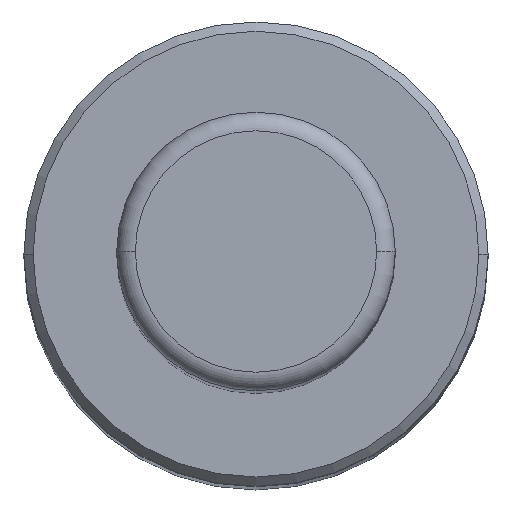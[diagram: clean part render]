
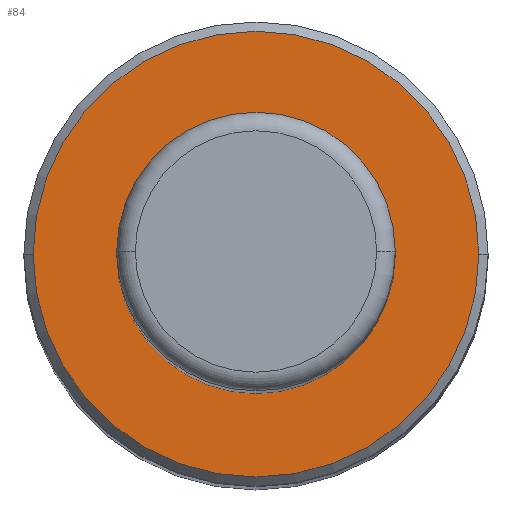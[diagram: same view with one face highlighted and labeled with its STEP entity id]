
A CAD part, top view. The second image highlights one B-rep face of the part: STEP entity #84.
In plain terms, the highlighted planar face has unit normal (0, 0, 1).
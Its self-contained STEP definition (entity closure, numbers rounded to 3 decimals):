
#6 = CIRCLE ( 'NONE', #168, 12. ) ;
#14 = CARTESIAN_POINT ( 'NONE',  ( 0., 0., 114. ) ) ;
#16 = DIRECTION ( 'NONE',  ( 0., 0., 1. ) ) ;
#30 = DIRECTION ( 'NONE',  ( 1., 0., 0. ) ) ;
#48 = DIRECTION ( 'NONE',  ( 1., 0., 0. ) ) ;
#84 = ADVANCED_FACE ( 'NONE', ( #1071, #165 ), #361, .T. ) ;
#165 = FACE_BOUND ( 'NONE', #847, .T. ) ;
#168 = AXIS2_PLACEMENT_3D ( 'NONE', #815, #897, #48 ) ;
#183 = ORIENTED_EDGE ( 'NONE', *, *, #863, .T. ) ;
#281 = EDGE_LOOP ( 'NONE', ( #928, #183 ) ) ;
#329 = VERTEX_POINT ( 'NONE', #874 ) ;
#335 = VERTEX_POINT ( 'NONE', #731 ) ;
#361 = PLANE ( 'NONE',  #986 ) ;
#415 = AXIS2_PLACEMENT_3D ( 'NONE', #875, #446, #30 ) ;
#419 = EDGE_CURVE ( 'NONE', #335, #488, #543, .T. ) ;
#446 = DIRECTION ( 'NONE',  ( 0., 0., 1. ) ) ;
#455 = CARTESIAN_POINT ( 'NONE',  ( -7.5, 0., 114. ) ) ;
#457 = DIRECTION ( 'NONE',  ( 0., 0., -1. ) ) ;
#488 = VERTEX_POINT ( 'NONE', #455 ) ;
#543 = CIRCLE ( 'NONE', #1103, 7.5 ) ;
#604 = DIRECTION ( 'NONE',  ( 1., 0., 0. ) ) ;
#630 = DIRECTION ( 'NONE',  ( -1., 0., 0. ) ) ;
#645 = AXIS2_PLACEMENT_3D ( 'NONE', #866, #457, #630 ) ;
#654 = ORIENTED_EDGE ( 'NONE', *, *, #777, .T. ) ;
#688 = DIRECTION ( 'NONE',  ( 0., 0., -1. ) ) ;
#731 = CARTESIAN_POINT ( 'NONE',  ( 7.5, 0., 114. ) ) ;
#733 = VERTEX_POINT ( 'NONE', #920 ) ;
#777 = EDGE_CURVE ( 'NONE', #488, #335, #849, .T. ) ;
#804 = EDGE_CURVE ( 'NONE', #329, #733, #1095, .T. ) ;
#815 = CARTESIAN_POINT ( 'NONE',  ( 0., 0., 114. ) ) ;
#847 = EDGE_LOOP ( 'NONE', ( #654, #1099 ) ) ;
#849 = CIRCLE ( 'NONE', #645, 7.5 ) ;
#863 = EDGE_CURVE ( 'NONE', #733, #329, #6, .T. ) ;
#866 = CARTESIAN_POINT ( 'NONE',  ( 0., 0., 114. ) ) ;
#874 = CARTESIAN_POINT ( 'NONE',  ( -12., 0., 114. ) ) ;
#875 = CARTESIAN_POINT ( 'NONE',  ( 0., 0., 114. ) ) ;
#897 = DIRECTION ( 'NONE',  ( 0., 0., 1. ) ) ;
#920 = CARTESIAN_POINT ( 'NONE',  ( 12., 0., 114. ) ) ;
#928 = ORIENTED_EDGE ( 'NONE', *, *, #804, .T. ) ;
#934 = DIRECTION ( 'NONE',  ( -1., 0., 0. ) ) ;
#939 = CARTESIAN_POINT ( 'NONE',  ( -7.5, 0., 114. ) ) ;
#986 = AXIS2_PLACEMENT_3D ( 'NONE', #939, #16, #604 ) ;
#1071 = FACE_OUTER_BOUND ( 'NONE', #281, .T. ) ;
#1095 = CIRCLE ( 'NONE', #415, 12. ) ;
#1099 = ORIENTED_EDGE ( 'NONE', *, *, #419, .T. ) ;
#1103 = AXIS2_PLACEMENT_3D ( 'NONE', #14, #688, #934 ) ;
